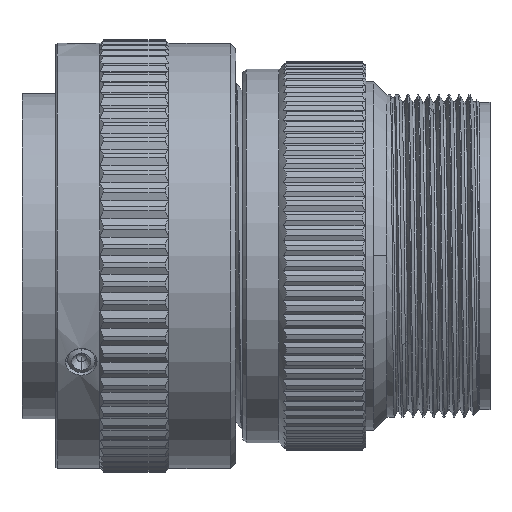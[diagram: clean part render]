
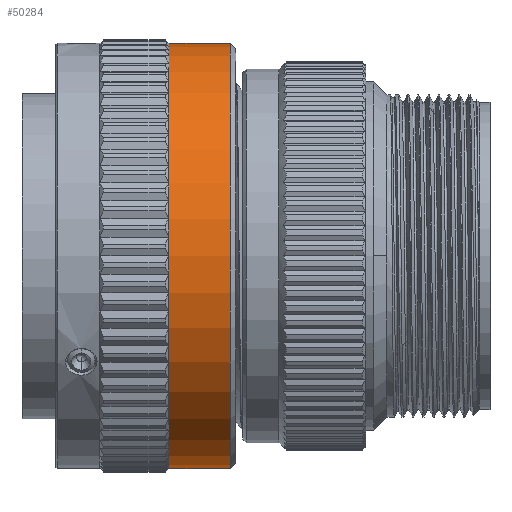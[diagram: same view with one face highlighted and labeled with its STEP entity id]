
A CAD part, top view. The second image highlights one B-rep face of the part: STEP entity #50284.
In plain terms, the highlighted cylindrical face has radius 29.31 mm (diameter 58.62 mm), a partial arc.
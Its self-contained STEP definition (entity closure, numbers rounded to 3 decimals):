
#15156=CARTESIAN_POINT('',(-7.78,0.,0.));
#15157=DIRECTION('',(-1.,0.,0.));
#15158=DIRECTION('',(0.,-1.,0.));
#15159=AXIS2_PLACEMENT_3D('',#15156,#15157,#15158);
#15170=DIRECTION('',(-1.,0.,0.));
#15171=VECTOR('',#15170,8.49);
#15172=CARTESIAN_POINT('',(-7.78,29.31,0.));
#15173=LINE('4593',#15172,#15171);
#15174=DIRECTION('',(-1.,0.,0.));
#15175=VECTOR('',#15174,8.49);
#15176=CARTESIAN_POINT('',(-7.78,-29.31,0.));
#15177=LINE('4595',#15176,#15175);
#15178=CARTESIAN_POINT('',(-16.27,0.,0.));
#15179=DIRECTION('',(1.,0.,0.));
#15180=DIRECTION('',(0.,1.,0.));
#15181=AXIS2_PLACEMENT_3D('',#15178,#15179,#15180);
#27522=CARTESIAN_POINT('',(-16.27,-29.31,0.));
#27523=VERTEX_POINT('',#27522);
#27524=CARTESIAN_POINT('',(-16.27,29.31,0.));
#27525=VERTEX_POINT('',#27524);
#27623=CARTESIAN_POINT('',(-7.78,29.31,0.));
#27624=VERTEX_POINT('',#27623);
#27625=CARTESIAN_POINT('',(-7.78,-29.31,0.));
#27626=VERTEX_POINT('',#27625);
#50272=CARTESIAN_POINT('',(-5.779,0.,0.));
#50273=DIRECTION('',(-1.,0.,0.));
#50274=DIRECTION('',(0.,-1.,0.));
#50275=AXIS2_PLACEMENT_3D('',#50272,#50273,#50274);
#50276=CYLINDRICAL_SURFACE('1278',#50275,29.31);
#50277=ORIENTED_EDGE('4593',*,*,#50255,.F.);
#50278=ORIENTED_EDGE('4594',*,*,#50218,.F.);
#50279=ORIENTED_EDGE('4595',*,*,#50259,.T.);
#50281=ORIENTED_EDGE('4415',*,*,#50280,.F.);
#50282=EDGE_LOOP('1278',(#50277,#50278,#50279,#50281));
#50283=FACE_OUTER_BOUND('1278',#50282,.F.);
#15160=CIRCLE('4594',#15159,29.31);
#15182=CIRCLE('4415',#15181,29.31);
#50218=EDGE_CURVE('4594',#27626,#27624,#15160,.T.);
#50255=EDGE_CURVE('4593',#27624,#27525,#15173,.T.);
#50259=EDGE_CURVE('4595',#27626,#27523,#15177,.T.);
#50280=EDGE_CURVE('4415',#27525,#27523,#15182,.T.);
#50284=ADVANCED_FACE('1278',(#50283),#50276,.T.);
